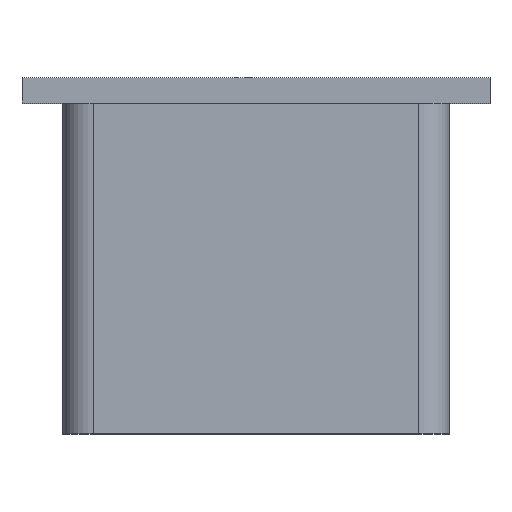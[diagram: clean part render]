
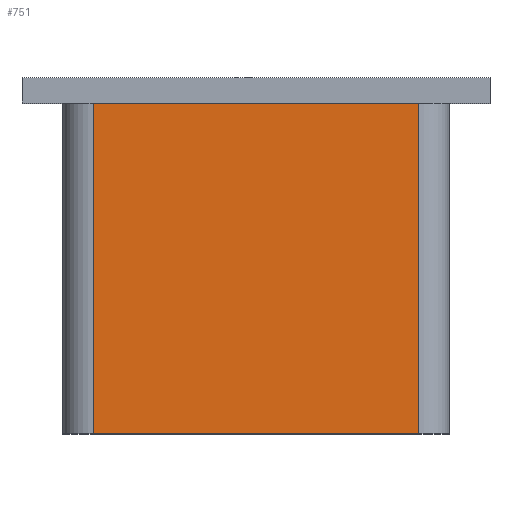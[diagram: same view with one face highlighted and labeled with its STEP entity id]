
A CAD part, top view. The second image highlights one B-rep face of the part: STEP entity #751.
In plain terms, the highlighted planar face has unit normal (0, 0, 1).
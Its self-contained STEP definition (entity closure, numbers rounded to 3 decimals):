
#113=FACE_OUTER_BOUND('',#154,.T.);
#154=EDGE_LOOP('',(#611,#612,#613,#614));
#211=LINE('',#1382,#279);
#213=LINE('',#1388,#281);
#214=LINE('',#1390,#282);
#215=LINE('',#1391,#283);
#279=VECTOR('',#883,10.);
#281=VECTOR('',#889,10.);
#282=VECTOR('',#890,10.);
#283=VECTOR('',#891,10.);
#356=VERTEX_POINT('',#1379);
#357=VERTEX_POINT('',#1381);
#359=VERTEX_POINT('',#1387);
#360=VERTEX_POINT('',#1389);
#452=EDGE_CURVE('',#356,#357,#211,.T.);
#455=EDGE_CURVE('',#359,#356,#213,.T.);
#456=EDGE_CURVE('',#360,#359,#214,.T.);
#457=EDGE_CURVE('',#357,#360,#215,.T.);
#611=ORIENTED_EDGE('',*,*,#452,.F.);
#612=ORIENTED_EDGE('',*,*,#455,.F.);
#613=ORIENTED_EDGE('',*,*,#456,.F.);
#614=ORIENTED_EDGE('',*,*,#457,.F.);
#713=PLANE('',#793);
#751=ADVANCED_FACE('',(#113),#713,.T.);
#793=AXIS2_PLACEMENT_3D('',#1386,#887,#888);
#883=DIRECTION('',(0.,1.,0.));
#887=DIRECTION('center_axis',(0.,0.,1.));
#888=DIRECTION('ref_axis',(-1.,0.,0.));
#889=DIRECTION('',(-1.,0.,0.));
#890=DIRECTION('',(0.,-1.,0.));
#891=DIRECTION('',(1.,0.,0.));
#1379=CARTESIAN_POINT('',(-30.4,-2.,-53.2));
#1381=CARTESIAN_POINT('',(-30.4,4.5,-53.2));
#1382=CARTESIAN_POINT('',(-30.4,4.,-53.2));
#1386=CARTESIAN_POINT('Origin',(-23.4,4.,-53.2));
#1387=CARTESIAN_POINT('',(-24.,-2.,-53.2));
#1388=CARTESIAN_POINT('',(-23.4,-2.,-53.2));
#1389=CARTESIAN_POINT('',(-24.,4.5,-53.2));
#1390=CARTESIAN_POINT('',(-24.,4.,-53.2));
#1391=CARTESIAN_POINT('',(-23.4,4.5,-53.2));
